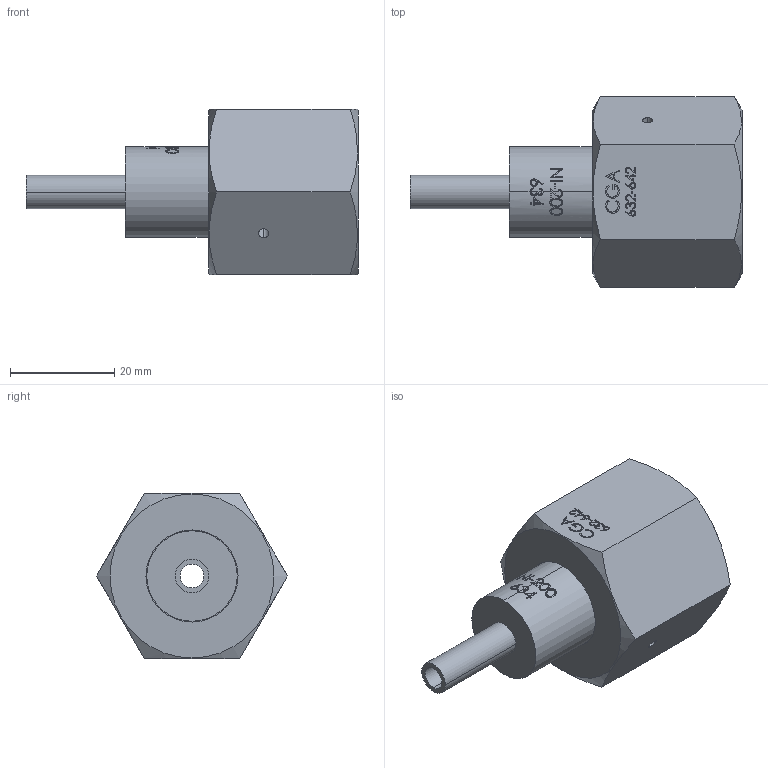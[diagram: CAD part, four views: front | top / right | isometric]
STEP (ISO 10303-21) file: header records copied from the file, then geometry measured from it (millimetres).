
FILE_DESCRIPTION (( 'STEP AP203' ), '1' );
FILE_NAME ('INL-634NI-4TS.STEP', '2025-01-15T19:21:22', ( '' ), ( '' ), 'SwSTEP 2.0', 'SolidWorks 2018', '' );
FILE_SCHEMA (( 'CONFIG_CONTROL_DESIGN' ));
Length unit declared in the file: inch
Products named in the file (3): INL-634NI-4TS; PRT-000988; PRT-004347
Assembly tree (2 placements, depth 2):
  INL-634NI-4TS
    PRT-004347
    PRT-000988
Bounding box: 63.8 x 36.66 x 31.75 mm (x, y, z)
Volume: 23340.1 mm3; surface area: 11833.3 mm2
Topology: 2 solids, 2 shells, 358 faces, 1104 edges, 783 vertices
Faces by surface type: plane 126, bspline 123, cylinder 73, torus 22, cone 14
Entity records: 27368 total; most frequent: CARTESIAN_POINT 18389, ORIENTED_EDGE 2208, DIRECTION 1184, EDGE_CURVE 1104, VERTEX_POINT 783, B_SPLINE_CURVE_WITH_KNOTS 563, AXIS2_PLACEMENT_3D 403, EDGE_LOOP 399
